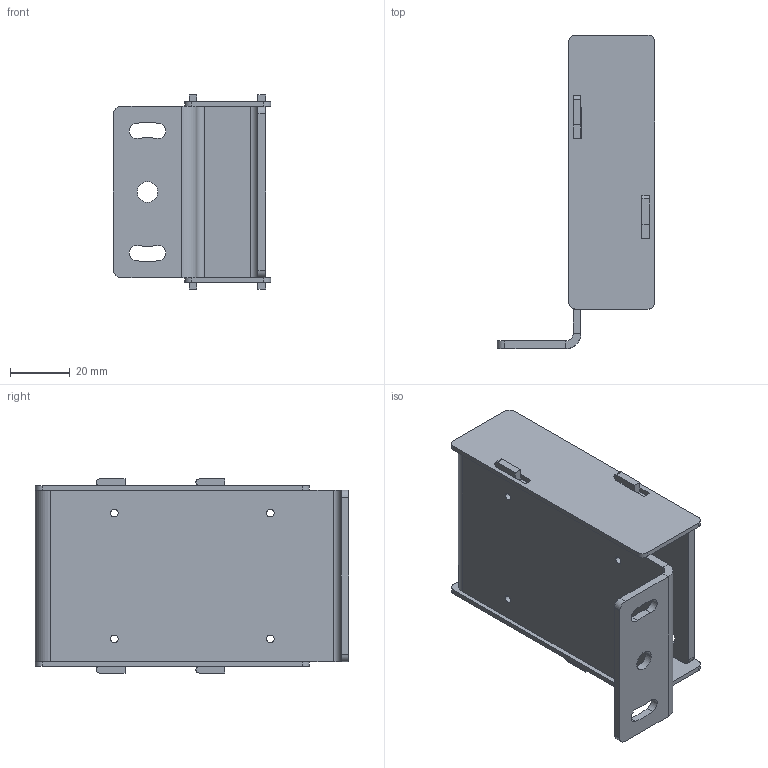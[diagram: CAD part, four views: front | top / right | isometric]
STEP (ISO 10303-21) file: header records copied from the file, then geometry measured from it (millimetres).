
FILE_DESCRIPTION((''),'2;1');
FILE_NAME('156784_SW','2011-10-06T',('banengservice'),('BANNER ENGINEERING'),'PRO/ENGINEER BY PARAMETRIC TECHNOLOGY CORPORATION, 2009141','PRO/ENGINEER BY PARAMETRIC TECHNOLOGY CORPORATION, 2009141','');
FILE_SCHEMA(('CONFIG_CONTROL_DESIGN'));
Length unit declared in the file: inch
Products named in the file (1): 156784_SW
Bounding box: 52.55 x 104.65 x 64.77 mm (x, y, z)
Volume: 42281 mm3; surface area: 37755.8 mm2
Topology: 1 solids, 1 shells, 126 faces, 364 edges, 236 vertices
Faces by surface type: plane 66, cylinder 60
Entity records: 4252 total; most frequent: DIRECTION 740, ORIENTED_EDGE 728, CARTESIAN_POINT 726, EDGE_CURVE 364, AXIS2_PLACEMENT_3D 250, VECTOR 240, LINE 240, VERTEX_POINT 236
